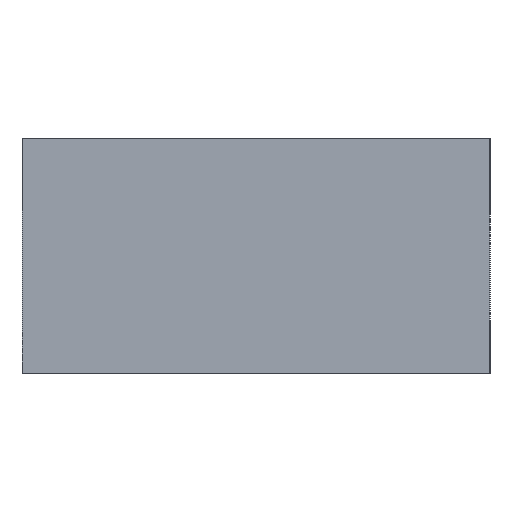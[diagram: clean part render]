
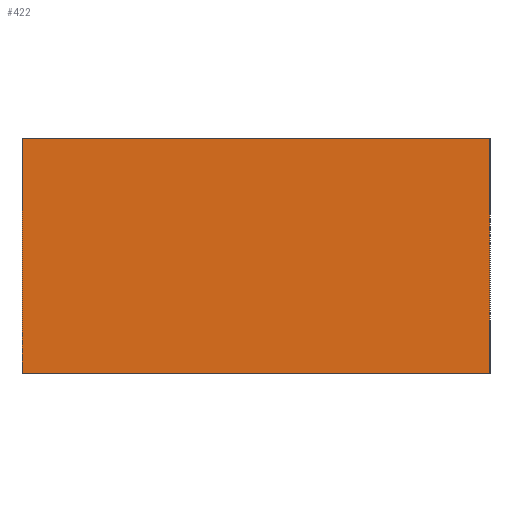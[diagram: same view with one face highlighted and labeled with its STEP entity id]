
A CAD part, left-side view. The second image highlights one B-rep face of the part: STEP entity #422.
In plain terms, the highlighted planar face has unit normal (-1, 0, 0).
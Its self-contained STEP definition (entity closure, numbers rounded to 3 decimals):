
#4 = ORIENTED_EDGE ( 'NONE', *, *, #365, .T. ) ;
#6 = VERTEX_POINT ( 'NONE', #453 ) ;
#12 = EDGE_LOOP ( 'NONE', ( #119, #47, #4, #194 ) ) ;
#18 = CARTESIAN_POINT ( 'NONE',  ( -270., 40., 20. ) ) ;
#20 = VERTEX_POINT ( 'NONE', #272 ) ;
#39 = DIRECTION ( 'NONE',  ( 0., 0., -1. ) ) ;
#47 = ORIENTED_EDGE ( 'NONE', *, *, #172, .F. ) ;
#58 = CARTESIAN_POINT ( 'NONE',  ( -270., 0., 20. ) ) ;
#83 = VECTOR ( 'NONE', #209, 1000. ) ;
#87 = LINE ( 'NONE', #418, #364 ) ;
#104 = PLANE ( 'NONE',  #305 ) ;
#119 = ORIENTED_EDGE ( 'NONE', *, *, #330, .F. ) ;
#143 = LINE ( 'NONE', #58, #83 ) ;
#149 = CARTESIAN_POINT ( 'NONE',  ( -270., 40., 20. ) ) ;
#158 = LINE ( 'NONE', #149, #169 ) ;
#169 = VECTOR ( 'NONE', #39, 1000. ) ;
#172 = EDGE_CURVE ( 'NONE', #381, #6, #143, .T. ) ;
#194 = ORIENTED_EDGE ( 'NONE', *, *, #257, .T. ) ;
#209 = DIRECTION ( 'NONE',  ( 0., 0., -1. ) ) ;
#212 = LINE ( 'NONE', #281, #275 ) ;
#214 = FACE_OUTER_BOUND ( 'NONE', #12, .T. ) ;
#243 = DIRECTION ( 'NONE',  ( 0., 1., 0. ) ) ;
#257 = EDGE_CURVE ( 'NONE', #320, #20, #158, .T. ) ;
#272 = CARTESIAN_POINT ( 'NONE',  ( -270., 40., 0. ) ) ;
#275 = VECTOR ( 'NONE', #243, 1000. ) ;
#281 = CARTESIAN_POINT ( 'NONE',  ( -270., 0., 20. ) ) ;
#291 = DIRECTION ( 'NONE',  ( 0., 0., 1. ) ) ;
#295 = DIRECTION ( 'NONE',  ( -1., 0., 0. ) ) ;
#305 = AXIS2_PLACEMENT_3D ( 'NONE', #358, #295, #291 ) ;
#320 = VERTEX_POINT ( 'NONE', #18 ) ;
#330 = EDGE_CURVE ( 'NONE', #6, #20, #87, .T. ) ;
#358 = CARTESIAN_POINT ( 'NONE',  ( -270., 0., 20. ) ) ;
#364 = VECTOR ( 'NONE', #421, 1000. ) ;
#365 = EDGE_CURVE ( 'NONE', #381, #320, #212, .T. ) ;
#381 = VERTEX_POINT ( 'NONE', #397 ) ;
#397 = CARTESIAN_POINT ( 'NONE',  ( -270., 0., 20. ) ) ;
#418 = CARTESIAN_POINT ( 'NONE',  ( -270., 0., 0. ) ) ;
#421 = DIRECTION ( 'NONE',  ( 0., 1., 0. ) ) ;
#422 = ADVANCED_FACE ( 'NONE', ( #214 ), #104, .T. ) ;
#453 = CARTESIAN_POINT ( 'NONE',  ( -270., 0., 0. ) ) ;
